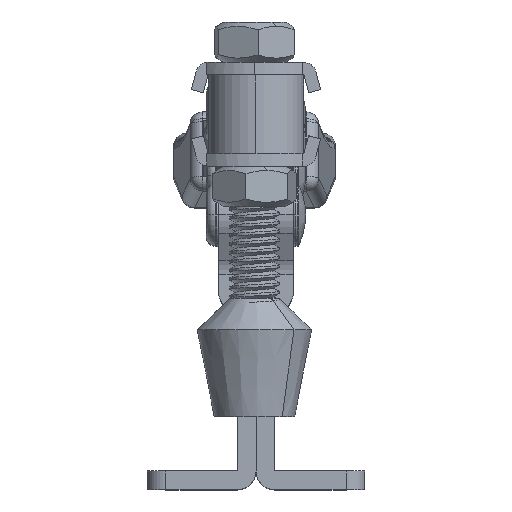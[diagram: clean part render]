
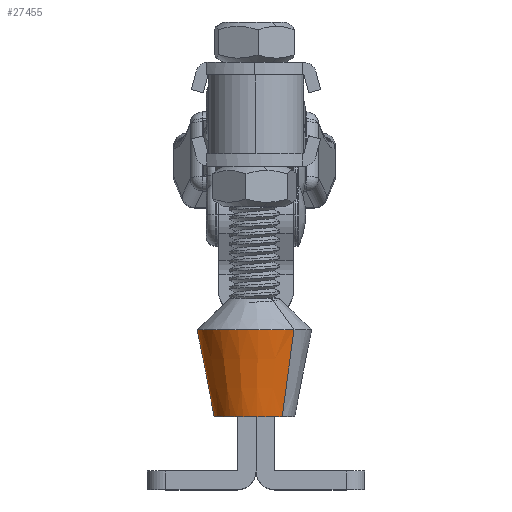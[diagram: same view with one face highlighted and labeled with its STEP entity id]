
A CAD part, top view. The second image highlights one B-rep face of the part: STEP entity #27455.
In plain terms, the highlighted conical face has half-angle 11.113 degrees and reference radius 9.25 mm.
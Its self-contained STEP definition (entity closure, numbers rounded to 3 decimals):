
#376 = DIRECTION ( 'NONE',  ( 0., -1., 0. ) ) ;
#779 = CARTESIAN_POINT ( 'NONE',  ( 0., 6.5, -8.5 ) ) ;
#1099 = DIRECTION ( 'NONE',  ( 0., 0.193, 0.981 ) ) ;
#1631 = VECTOR ( 'NONE', #1099, 1000. ) ;
#1706 = LINE ( 'NONE', #5439, #14417 ) ;
#2236 = AXIS2_PLACEMENT_3D ( 'NONE', #5120, #21925, #7536 ) ;
#3944 = CARTESIAN_POINT ( 'NONE',  ( 0., -9.25, 5.5 ) ) ;
#5120 = CARTESIAN_POINT ( 'NONE',  ( 0., 0., -8.5 ) ) ;
#5349 = CONICAL_SURFACE ( 'NONE', #24638, 9.25, 0.194 ) ;
#5439 = CARTESIAN_POINT ( 'NONE',  ( 0., -9.25, 5.5 ) ) ;
#6142 = FACE_OUTER_BOUND ( 'NONE', #26762, .T. ) ;
#6388 = DIRECTION ( 'NONE',  ( 0., 0., 1. ) ) ;
#6822 = CIRCLE ( 'NONE', #30360, 9.25 ) ;
#7074 = ORIENTED_EDGE ( 'NONE', *, *, #12018, .T. ) ;
#7126 = CARTESIAN_POINT ( 'NONE',  ( 0., -6.5, -8.5 ) ) ;
#7504 = CARTESIAN_POINT ( 'NONE',  ( 0., 0., 5.5 ) ) ;
#7536 = DIRECTION ( 'NONE',  ( 0., -1., 0. ) ) ;
#7843 = DIRECTION ( 'NONE',  ( 0., -0.193, 0.981 ) ) ;
#11616 = CARTESIAN_POINT ( 'NONE',  ( 0., 9.25, 5.5 ) ) ;
#12018 = EDGE_CURVE ( 'NONE', #16075, #15433, #1706, .T. ) ;
#12451 = ORIENTED_EDGE ( 'NONE', *, *, #16212, .T. ) ;
#14345 = LINE ( 'NONE', #29909, #1631 ) ;
#14417 = VECTOR ( 'NONE', #7843, 1000. ) ;
#15008 = CIRCLE ( 'NONE', #2236, 6.5 ) ;
#15418 = ORIENTED_EDGE ( 'NONE', *, *, #28878, .F. ) ;
#15433 = VERTEX_POINT ( 'NONE', #3944 ) ;
#16075 = VERTEX_POINT ( 'NONE', #7126 ) ;
#16212 = EDGE_CURVE ( 'NONE', #22010, #16075, #15008, .T. ) ;
#19591 = DIRECTION ( 'NONE',  ( 0., 0., 1. ) ) ;
#19961 = VERTEX_POINT ( 'NONE', #11616 ) ;
#20348 = ORIENTED_EDGE ( 'NONE', *, *, #27692, .F. ) ;
#20777 = CARTESIAN_POINT ( 'NONE',  ( 0., 0., 5.5 ) ) ;
#21925 = DIRECTION ( 'NONE',  ( 0., 0., 1. ) ) ;
#22010 = VERTEX_POINT ( 'NONE', #779 ) ;
#23188 = DIRECTION ( 'NONE',  ( 0., -1., 0. ) ) ;
#24638 = AXIS2_PLACEMENT_3D ( 'NONE', #7504, #19591, #376 ) ;
#26762 = EDGE_LOOP ( 'NONE', ( #20348, #12451, #7074, #15418 ) ) ;
#27455 = ADVANCED_FACE ( 'NONE', ( #6142 ), #5349, .T. ) ;
#27692 = EDGE_CURVE ( 'NONE', #22010, #19961, #14345, .T. ) ;
#28878 = EDGE_CURVE ( 'NONE', #19961, #15433, #6822, .T. ) ;
#29909 = CARTESIAN_POINT ( 'NONE',  ( 0., 9.25, 5.5 ) ) ;
#30360 = AXIS2_PLACEMENT_3D ( 'NONE', #20777, #6388, #23188 ) ;
